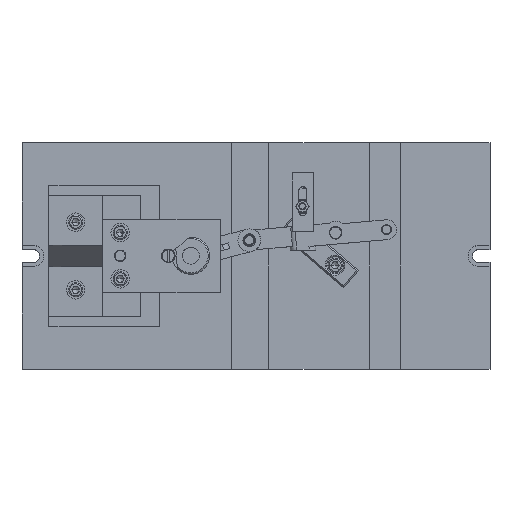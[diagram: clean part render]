
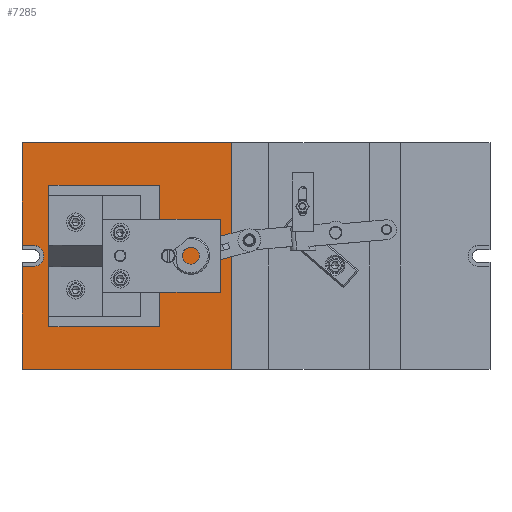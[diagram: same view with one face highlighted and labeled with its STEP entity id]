
A CAD part, top view. The second image highlights one B-rep face of the part: STEP entity #7285.
In plain terms, the highlighted planar face has unit normal (0, 0, 1).
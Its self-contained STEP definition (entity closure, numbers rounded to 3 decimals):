
#54 = EDGE_CURVE ( 'NONE', #9302, #13488, #10046, .T. ) ;
#250 = LINE ( 'NONE', #14121, #16589 ) ;
#328 = LINE ( 'NONE', #1194, #8019 ) ;
#358 = CARTESIAN_POINT ( 'NONE',  ( -17., 80., 20. ) ) ;
#551 = DIRECTION ( 'NONE',  ( 1., 0., 0. ) ) ;
#1194 = CARTESIAN_POINT ( 'NONE',  ( -146., 50., 20. ) ) ;
#1612 = LINE ( 'NONE', #3176, #5971 ) ;
#1732 = VERTEX_POINT ( 'NONE', #6824 ) ;
#1893 = AXIS2_PLACEMENT_3D ( 'NONE', #10497, #2420, #13848 ) ;
#2420 = DIRECTION ( 'NONE',  ( 0., 0., 1. ) ) ;
#2450 = VERTEX_POINT ( 'NONE', #21171 ) ;
#2503 = LINE ( 'NONE', #8289, #19909 ) ;
#2516 = EDGE_CURVE ( 'NONE', #16269, #17655, #2831, .T. ) ;
#2831 = LINE ( 'NONE', #18017, #6667 ) ;
#2847 = DIRECTION ( 'NONE',  ( -1., 0., 0. ) ) ;
#3057 = VERTEX_POINT ( 'NONE', #17203 ) ;
#3176 = CARTESIAN_POINT ( 'NONE',  ( -146., 50., 20. ) ) ;
#3288 = FACE_BOUND ( 'NONE', #9416, .T. ) ;
#3322 = EDGE_CURVE ( 'NONE', #17616, #3057, #13571, .T. ) ;
#3544 = CARTESIAN_POINT ( 'NONE',  ( -165., -7.5, 20. ) ) ;
#3623 = LINE ( 'NONE', #20872, #7512 ) ;
#3991 = ORIENTED_EDGE ( 'NONE', *, *, #18059, .F. ) ;
#4017 = DIRECTION ( 'NONE',  ( -1., 0., 0. ) ) ;
#4099 = CARTESIAN_POINT ( 'NONE',  ( -157.208, -7.5, 20. ) ) ;
#5016 = CARTESIAN_POINT ( 'NONE',  ( -165., 80., 20. ) ) ;
#5253 = LINE ( 'NONE', #21002, #17828 ) ;
#5510 = EDGE_CURVE ( 'NONE', #19148, #13455, #250, .T. ) ;
#5971 = VECTOR ( 'NONE', #12943, 1000. ) ;
#5982 = DIRECTION ( 'NONE',  ( 0., -1., 0. ) ) ;
#6009 = AXIS2_PLACEMENT_3D ( 'NONE', #19298, #9481, #20929 ) ;
#6015 = AXIS2_PLACEMENT_3D ( 'NONE', #17276, #7503, #18948 ) ;
#6187 = CARTESIAN_POINT ( 'NONE',  ( -157.208, 7.5, 20. ) ) ;
#6229 = ORIENTED_EDGE ( 'NONE', *, *, #8989, .T. ) ;
#6667 = VECTOR ( 'NONE', #19830, 1000. ) ;
#6824 = CARTESIAN_POINT ( 'NONE',  ( -146., -50., 20. ) ) ;
#7133 = ORIENTED_EDGE ( 'NONE', *, *, #16175, .F. ) ;
#7285 = ADVANCED_FACE ( 'NONE', ( #3288, #16338 ), #7298, .T. ) ;
#7298 = PLANE ( 'NONE',  #1893 ) ;
#7503 = DIRECTION ( 'NONE',  ( 0., 0., -1. ) ) ;
#7512 = VECTOR ( 'NONE', #12668, 1000. ) ;
#7808 = ORIENTED_EDGE ( 'NONE', *, *, #54, .T. ) ;
#8019 = VECTOR ( 'NONE', #2847, 1000. ) ;
#8156 = VECTOR ( 'NONE', #4017, 1000. ) ;
#8289 = CARTESIAN_POINT ( 'NONE',  ( -68., 50., 20. ) ) ;
#8317 = ORIENTED_EDGE ( 'NONE', *, *, #3322, .T. ) ;
#8966 = EDGE_CURVE ( 'NONE', #10102, #19015, #328, .T. ) ;
#8989 = EDGE_CURVE ( 'NONE', #13488, #12985, #3623, .T. ) ;
#9124 = CIRCLE ( 'NONE', #6015, 7.5 ) ;
#9185 = EDGE_CURVE ( 'NONE', #19015, #1732, #1612, .T. ) ;
#9302 = VERTEX_POINT ( 'NONE', #5016 ) ;
#9416 = EDGE_LOOP ( 'NONE', ( #7133, #3991, #16307, #14374 ) ) ;
#9478 = CARTESIAN_POINT ( 'NONE',  ( -165., 80., 20. ) ) ;
#9481 = DIRECTION ( 'NONE',  ( 0., 0., -1. ) ) ;
#10046 = LINE ( 'NONE', #13878, #18226 ) ;
#10102 = VERTEX_POINT ( 'NONE', #20246 ) ;
#10448 = ORIENTED_EDGE ( 'NONE', *, *, #5510, .F. ) ;
#10497 = CARTESIAN_POINT ( 'NONE',  ( 0., 0., 20. ) ) ;
#10671 = ORIENTED_EDGE ( 'NONE', *, *, #15497, .T. ) ;
#11118 = DIRECTION ( 'NONE',  ( -1., 0., 0. ) ) ;
#11168 = LINE ( 'NONE', #9478, #14481 ) ;
#11565 = CARTESIAN_POINT ( 'NONE',  ( -146., 50., 20. ) ) ;
#12668 = DIRECTION ( 'NONE',  ( 1., 0., 0. ) ) ;
#12943 = DIRECTION ( 'NONE',  ( 0., -1., 0. ) ) ;
#12985 = VERTEX_POINT ( 'NONE', #6187 ) ;
#13337 = CARTESIAN_POINT ( 'NONE',  ( -17., -80., 20. ) ) ;
#13455 = VERTEX_POINT ( 'NONE', #13337 ) ;
#13488 = VERTEX_POINT ( 'NONE', #19955 ) ;
#13571 = CIRCLE ( 'NONE', #6009, 7.5 ) ;
#13848 = DIRECTION ( 'NONE',  ( 1., 0., 0. ) ) ;
#13878 = CARTESIAN_POINT ( 'NONE',  ( -165., 80., 20. ) ) ;
#14121 = CARTESIAN_POINT ( 'NONE',  ( -17., 80., 20. ) ) ;
#14374 = ORIENTED_EDGE ( 'NONE', *, *, #8966, .F. ) ;
#14481 = VECTOR ( 'NONE', #11118, 1000. ) ;
#14545 = VECTOR ( 'NONE', #551, 1000. ) ;
#14608 = DIRECTION ( 'NONE',  ( 1., 0., 0. ) ) ;
#15497 = EDGE_CURVE ( 'NONE', #17655, #13455, #18925, .T. ) ;
#15674 = EDGE_CURVE ( 'NONE', #3057, #16269, #20713, .T. ) ;
#16175 = EDGE_CURVE ( 'NONE', #2450, #10102, #2503, .T. ) ;
#16269 = VERTEX_POINT ( 'NONE', #3544 ) ;
#16307 = ORIENTED_EDGE ( 'NONE', *, *, #9185, .F. ) ;
#16338 = FACE_OUTER_BOUND ( 'NONE', #16563, .T. ) ;
#16563 = EDGE_LOOP ( 'NONE', ( #18921, #8317, #20581, #19457, #10671, #10448, #20855, #7808, #6229 ) ) ;
#16589 = VECTOR ( 'NONE', #5982, 1000. ) ;
#17203 = CARTESIAN_POINT ( 'NONE',  ( -157.208, -7.5, 20. ) ) ;
#17276 = CARTESIAN_POINT ( 'NONE',  ( -157.208, 0., 20. ) ) ;
#17616 = VERTEX_POINT ( 'NONE', #18791 ) ;
#17655 = VERTEX_POINT ( 'NONE', #20577 ) ;
#17828 = VECTOR ( 'NONE', #14608, 1000. ) ;
#17879 = EDGE_CURVE ( 'NONE', #19148, #9302, #11168, .T. ) ;
#18017 = CARTESIAN_POINT ( 'NONE',  ( -165., 80., 20. ) ) ;
#18059 = EDGE_CURVE ( 'NONE', #1732, #2450, #5253, .T. ) ;
#18080 = DIRECTION ( 'NONE',  ( 0., 1., 0. ) ) ;
#18226 = VECTOR ( 'NONE', #20486, 1000. ) ;
#18791 = CARTESIAN_POINT ( 'NONE',  ( -149.708, 0., 20. ) ) ;
#18921 = ORIENTED_EDGE ( 'NONE', *, *, #20639, .T. ) ;
#18925 = LINE ( 'NONE', #20129, #14545 ) ;
#18948 = DIRECTION ( 'NONE',  ( -1., 0., 0. ) ) ;
#19015 = VERTEX_POINT ( 'NONE', #11565 ) ;
#19148 = VERTEX_POINT ( 'NONE', #358 ) ;
#19298 = CARTESIAN_POINT ( 'NONE',  ( -157.208, 0., 20. ) ) ;
#19457 = ORIENTED_EDGE ( 'NONE', *, *, #2516, .T. ) ;
#19830 = DIRECTION ( 'NONE',  ( 0., -1., 0. ) ) ;
#19909 = VECTOR ( 'NONE', #18080, 1000. ) ;
#19955 = CARTESIAN_POINT ( 'NONE',  ( -165., 7.5, 20. ) ) ;
#20129 = CARTESIAN_POINT ( 'NONE',  ( -165., -80., 20. ) ) ;
#20246 = CARTESIAN_POINT ( 'NONE',  ( -68., 50., 20. ) ) ;
#20486 = DIRECTION ( 'NONE',  ( 0., -1., 0. ) ) ;
#20577 = CARTESIAN_POINT ( 'NONE',  ( -165., -80., 20. ) ) ;
#20581 = ORIENTED_EDGE ( 'NONE', *, *, #15674, .T. ) ;
#20639 = EDGE_CURVE ( 'NONE', #12985, #17616, #9124, .T. ) ;
#20713 = LINE ( 'NONE', #4099, #8156 ) ;
#20855 = ORIENTED_EDGE ( 'NONE', *, *, #17879, .T. ) ;
#20872 = CARTESIAN_POINT ( 'NONE',  ( -157.208, 7.5, 20. ) ) ;
#20929 = DIRECTION ( 'NONE',  ( -1., 0., 0. ) ) ;
#21002 = CARTESIAN_POINT ( 'NONE',  ( -146., -50., 20. ) ) ;
#21171 = CARTESIAN_POINT ( 'NONE',  ( -68., -50., 20. ) ) ;
